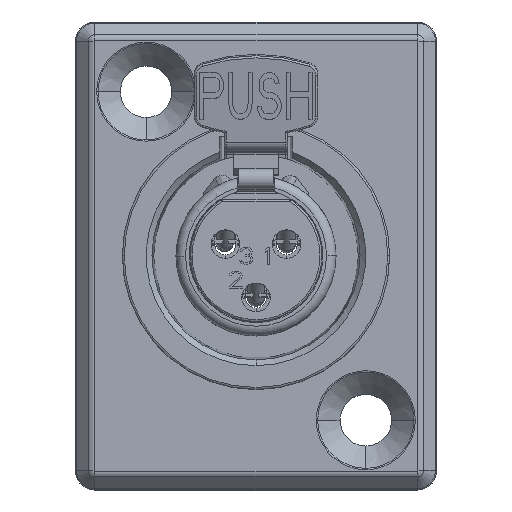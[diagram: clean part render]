
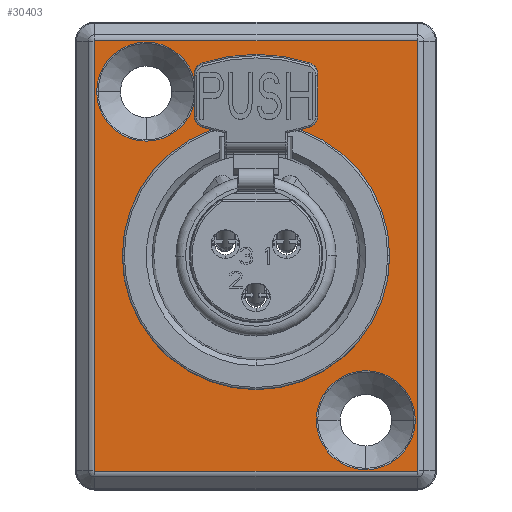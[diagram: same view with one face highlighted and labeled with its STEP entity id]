
A CAD part, top view. The second image highlights one B-rep face of the part: STEP entity #30403.
In plain terms, the highlighted planar face has unit normal (0, 0, 1).
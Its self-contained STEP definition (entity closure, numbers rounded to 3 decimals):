
#814 = CARTESIAN_POINT ( 'NONE',  ( 8.45, -11.276, -5.4 ) ) ;
#848 = DIRECTION ( 'NONE',  ( 1., 0., 0. ) ) ;
#927 = DIRECTION ( 'NONE',  ( -1., 0., 0. ) ) ;
#959 = ORIENTED_EDGE ( 'NONE', *, *, #12408, .T. ) ;
#960 = DIRECTION ( 'NONE',  ( -1., 0., 0. ) ) ;
#1039 = CIRCLE ( 'NONE', #22316, 0.026 ) ;
#1079 = CARTESIAN_POINT ( 'NONE',  ( 8.45, 11.276, -5.4 ) ) ;
#1114 = VERTEX_POINT ( 'NONE', #8663 ) ;
#1534 = VECTOR ( 'NONE', #9951, 1000. ) ;
#1571 = AXIS2_PLACEMENT_3D ( 'NONE', #17353, #12280, #14940 ) ;
#2157 = CIRCLE ( 'NONE', #28948, 7. ) ;
#2918 = CARTESIAN_POINT ( 'NONE',  ( 3.159, -8.6, -5.4 ) ) ;
#3213 = EDGE_CURVE ( 'NONE', #7162, #28232, #13645, .T. ) ;
#3222 = ORIENTED_EDGE ( 'NONE', *, *, #20150, .T. ) ;
#3276 = VERTEX_POINT ( 'NONE', #15617 ) ;
#3661 = CIRCLE ( 'NONE', #11694, 0.026 ) ;
#4043 = EDGE_CURVE ( 'NONE', #3276, #9017, #7536, .T. ) ;
#4582 = EDGE_CURVE ( 'NONE', #14277, #27345, #22623, .T. ) ;
#4763 = CARTESIAN_POINT ( 'NONE',  ( 8.476, -11.25, -5.4 ) ) ;
#4787 = ORIENTED_EDGE ( 'NONE', *, *, #10608, .T. ) ;
#5170 = FACE_OUTER_BOUND ( 'NONE', #30842, .T. ) ;
#5362 = ORIENTED_EDGE ( 'NONE', *, *, #28412, .T. ) ;
#5376 = PLANE ( 'NONE',  #22438 ) ;
#5599 = EDGE_LOOP ( 'NONE', ( #20992, #15404 ) ) ;
#7162 = VERTEX_POINT ( 'NONE', #2918 ) ;
#7536 = CIRCLE ( 'NONE', #1571, 0.026 ) ;
#7950 = ORIENTED_EDGE ( 'NONE', *, *, #12253, .F. ) ;
#8157 = LINE ( 'NONE', #23282, #30818 ) ;
#8663 = CARTESIAN_POINT ( 'NONE',  ( 7., 0., -5.4 ) ) ;
#8908 = CARTESIAN_POINT ( 'NONE',  ( -5.75, 8.6, -5.4 ) ) ;
#9017 = VERTEX_POINT ( 'NONE', #26283 ) ;
#9134 = AXIS2_PLACEMENT_3D ( 'NONE', #15234, #27354, #20088 ) ;
#9484 = DIRECTION ( 'NONE',  ( 0., -1., 0. ) ) ;
#9578 = LINE ( 'NONE', #24927, #9978 ) ;
#9951 = DIRECTION ( 'NONE',  ( 0., 1., 0. ) ) ;
#9978 = VECTOR ( 'NONE', #927, 1000. ) ;
#10392 = CARTESIAN_POINT ( 'NONE',  ( 5.75, -8.6, -5.4 ) ) ;
#10608 = EDGE_CURVE ( 'NONE', #21160, #27284, #21851, .T. ) ;
#10914 = CARTESIAN_POINT ( 'NONE',  ( -8.476, -11.25, -5.4 ) ) ;
#11265 = VECTOR ( 'NONE', #20804, 1000. ) ;
#11433 = CARTESIAN_POINT ( 'NONE',  ( -8.45, -11.25, -5.4 ) ) ;
#11582 = EDGE_CURVE ( 'NONE', #30610, #12529, #28185, .T. ) ;
#11596 = DIRECTION ( 'NONE',  ( 1., 0., 0. ) ) ;
#11694 = AXIS2_PLACEMENT_3D ( 'NONE', #21094, #18640, #16435 ) ;
#11795 = CARTESIAN_POINT ( 'NONE',  ( 8.45, -11.25, -5.4 ) ) ;
#11955 = CIRCLE ( 'NONE', #14105, 0.026 ) ;
#12253 = EDGE_CURVE ( 'NONE', #1114, #23403, #2157, .T. ) ;
#12280 = DIRECTION ( 'NONE',  ( 0., 0., 1. ) ) ;
#12408 = EDGE_CURVE ( 'NONE', #27284, #14277, #1039, .T. ) ;
#12529 = VERTEX_POINT ( 'NONE', #26765 ) ;
#12571 = CARTESIAN_POINT ( 'NONE',  ( 8.476, 11.25, -5.4 ) ) ;
#13645 = CIRCLE ( 'NONE', #22328, 2.591 ) ;
#14105 = AXIS2_PLACEMENT_3D ( 'NONE', #11433, #28312, #23684 ) ;
#14277 = VERTEX_POINT ( 'NONE', #4763 ) ;
#14332 = EDGE_LOOP ( 'NONE', ( #29534, #7950 ) ) ;
#14524 = ORIENTED_EDGE ( 'NONE', *, *, #30764, .T. ) ;
#14930 = EDGE_CURVE ( 'NONE', #28232, #7162, #21489, .T. ) ;
#14940 = DIRECTION ( 'NONE',  ( 0., 1., 0. ) ) ;
#15208 = CIRCLE ( 'NONE', #16556, 7. ) ;
#15234 = CARTESIAN_POINT ( 'NONE',  ( -5.75, 8.6, -5.4 ) ) ;
#15250 = DIRECTION ( 'NONE',  ( 0., 0., -1. ) ) ;
#15374 = CARTESIAN_POINT ( 'NONE',  ( -8.341, 8.6, -5.4 ) ) ;
#15404 = ORIENTED_EDGE ( 'NONE', *, *, #14930, .T. ) ;
#15617 = CARTESIAN_POINT ( 'NONE',  ( -8.45, 11.276, -5.4 ) ) ;
#15935 = CARTESIAN_POINT ( 'NONE',  ( 5.75, -8.6, -5.4 ) ) ;
#15959 = ORIENTED_EDGE ( 'NONE', *, *, #4582, .T. ) ;
#16370 = CARTESIAN_POINT ( 'NONE',  ( 0., 0., -5.4 ) ) ;
#16435 = DIRECTION ( 'NONE',  ( 1., 0., 0. ) ) ;
#16536 = ORIENTED_EDGE ( 'NONE', *, *, #28809, .T. ) ;
#16556 = AXIS2_PLACEMENT_3D ( 'NONE', #20321, #17662, #960 ) ;
#16775 = DIRECTION ( 'NONE',  ( 0., 0., 1. ) ) ;
#16895 = EDGE_CURVE ( 'NONE', #23403, #1114, #15208, .T. ) ;
#17099 = AXIS2_PLACEMENT_3D ( 'NONE', #10392, #15250, #848 ) ;
#17175 = DIRECTION ( 'NONE',  ( 1., 0., 0. ) ) ;
#17353 = CARTESIAN_POINT ( 'NONE',  ( -8.45, 11.25, -5.4 ) ) ;
#17583 = FACE_BOUND ( 'NONE', #14332, .T. ) ;
#17662 = DIRECTION ( 'NONE',  ( 0., 0., 1. ) ) ;
#18267 = CIRCLE ( 'NONE', #19578, 2.591 ) ;
#18338 = CARTESIAN_POINT ( 'NONE',  ( -8.45, -11.276, -5.4 ) ) ;
#18640 = DIRECTION ( 'NONE',  ( 0., 0., 1. ) ) ;
#19578 = AXIS2_PLACEMENT_3D ( 'NONE', #8908, #30850, #23484 ) ;
#20088 = DIRECTION ( 'NONE',  ( -1., 0., 0. ) ) ;
#20150 = EDGE_CURVE ( 'NONE', #28231, #21160, #11955, .T. ) ;
#20321 = CARTESIAN_POINT ( 'NONE',  ( 0., 0., -5.4 ) ) ;
#20804 = DIRECTION ( 'NONE',  ( 1., 0., 0. ) ) ;
#20992 = ORIENTED_EDGE ( 'NONE', *, *, #3213, .T. ) ;
#21094 = CARTESIAN_POINT ( 'NONE',  ( 8.45, 11.25, -5.4 ) ) ;
#21160 = VERTEX_POINT ( 'NONE', #18338 ) ;
#21195 = DIRECTION ( 'NONE',  ( 0., -1., 0. ) ) ;
#21489 = CIRCLE ( 'NONE', #17099, 2.591 ) ;
#21851 = LINE ( 'NONE', #25322, #11265 ) ;
#22316 = AXIS2_PLACEMENT_3D ( 'NONE', #11795, #16775, #9484 ) ;
#22328 = AXIS2_PLACEMENT_3D ( 'NONE', #15935, #22803, #25112 ) ;
#22438 = AXIS2_PLACEMENT_3D ( 'NONE', #27087, #29398, #17175 ) ;
#22623 = LINE ( 'NONE', #24299, #1534 ) ;
#22646 = CARTESIAN_POINT ( 'NONE',  ( -7., 0., -5.4 ) ) ;
#22729 = ORIENTED_EDGE ( 'NONE', *, *, #11582, .T. ) ;
#22803 = DIRECTION ( 'NONE',  ( 0., 0., -1. ) ) ;
#23282 = CARTESIAN_POINT ( 'NONE',  ( -8.476, 11.25, -5.4 ) ) ;
#23403 = VERTEX_POINT ( 'NONE', #22646 ) ;
#23484 = DIRECTION ( 'NONE',  ( 1., 0., 0. ) ) ;
#23684 = DIRECTION ( 'NONE',  ( -1., 0., 0. ) ) ;
#24029 = FACE_BOUND ( 'NONE', #5599, .T. ) ;
#24299 = CARTESIAN_POINT ( 'NONE',  ( 8.476, -11.25, -5.4 ) ) ;
#24927 = CARTESIAN_POINT ( 'NONE',  ( 8.45, 11.276, -5.4 ) ) ;
#25112 = DIRECTION ( 'NONE',  ( -1., 0., 0. ) ) ;
#25322 = CARTESIAN_POINT ( 'NONE',  ( -8.45, -11.276, -5.4 ) ) ;
#26059 = DIRECTION ( 'NONE',  ( 0., 0., 1. ) ) ;
#26283 = CARTESIAN_POINT ( 'NONE',  ( -8.476, 11.25, -5.4 ) ) ;
#26515 = EDGE_CURVE ( 'NONE', #9017, #28231, #8157, .T. ) ;
#26745 = EDGE_LOOP ( 'NONE', ( #22729, #5362 ) ) ;
#26765 = CARTESIAN_POINT ( 'NONE',  ( -3.159, 8.6, -5.4 ) ) ;
#27043 = FACE_BOUND ( 'NONE', #26745, .T. ) ;
#27087 = CARTESIAN_POINT ( 'NONE',  ( 0., 0., -5.4 ) ) ;
#27112 = ORIENTED_EDGE ( 'NONE', *, *, #4043, .T. ) ;
#27200 = VERTEX_POINT ( 'NONE', #1079 ) ;
#27284 = VERTEX_POINT ( 'NONE', #814 ) ;
#27345 = VERTEX_POINT ( 'NONE', #12571 ) ;
#27354 = DIRECTION ( 'NONE',  ( 0., 0., -1. ) ) ;
#27791 = CARTESIAN_POINT ( 'NONE',  ( 8.341, -8.6, -5.4 ) ) ;
#28185 = CIRCLE ( 'NONE', #9134, 2.591 ) ;
#28231 = VERTEX_POINT ( 'NONE', #10914 ) ;
#28232 = VERTEX_POINT ( 'NONE', #27791 ) ;
#28312 = DIRECTION ( 'NONE',  ( 0., 0., 1. ) ) ;
#28412 = EDGE_CURVE ( 'NONE', #12529, #30610, #18267, .T. ) ;
#28809 = EDGE_CURVE ( 'NONE', #27200, #3276, #9578, .T. ) ;
#28948 = AXIS2_PLACEMENT_3D ( 'NONE', #16370, #26059, #11596 ) ;
#29398 = DIRECTION ( 'NONE',  ( 0., 0., -1. ) ) ;
#29534 = ORIENTED_EDGE ( 'NONE', *, *, #16895, .F. ) ;
#30403 = ADVANCED_FACE ( 'NONE', ( #5170, #27043, #24029, #17583 ), #5376, .F. ) ;
#30578 = ORIENTED_EDGE ( 'NONE', *, *, #26515, .T. ) ;
#30610 = VERTEX_POINT ( 'NONE', #15374 ) ;
#30764 = EDGE_CURVE ( 'NONE', #27345, #27200, #3661, .T. ) ;
#30818 = VECTOR ( 'NONE', #21195, 1000. ) ;
#30842 = EDGE_LOOP ( 'NONE', ( #30578, #3222, #4787, #959, #15959, #14524, #16536, #27112 ) ) ;
#30850 = DIRECTION ( 'NONE',  ( 0., 0., -1. ) ) ;
